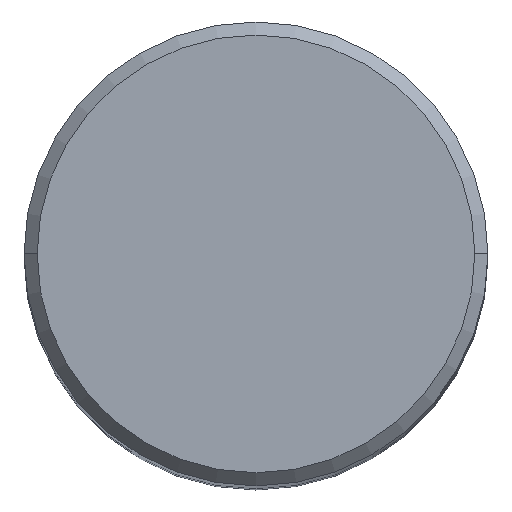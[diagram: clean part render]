
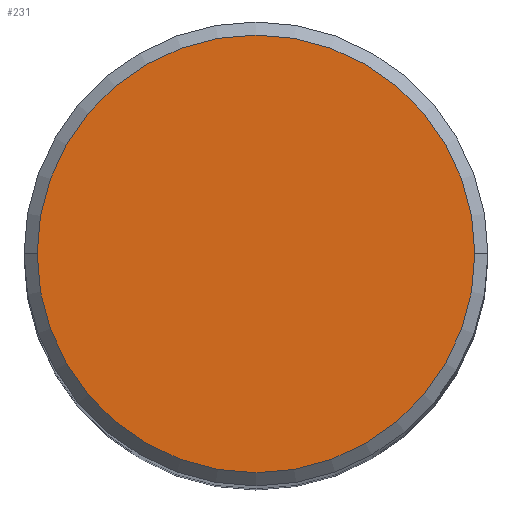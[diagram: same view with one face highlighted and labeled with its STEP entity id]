
A CAD part, top view. The second image highlights one B-rep face of the part: STEP entity #231.
In plain terms, the highlighted planar face has unit normal (0, 0, 1).
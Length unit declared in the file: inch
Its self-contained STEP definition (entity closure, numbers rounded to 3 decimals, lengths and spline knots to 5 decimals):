
#2 = DIRECTION ( 'NONE',  ( 0., 0., 1. ) ) ;
#30 = CARTESIAN_POINT ( 'NONE',  ( 0., 0.33435, 0. ) ) ;
#38 = VERTEX_POINT ( 'NONE', #183 ) ;
#53 = PLANE ( 'NONE',  #82 ) ;
#66 = DIRECTION ( 'NONE',  ( 1., 0., 0. ) ) ;
#82 = AXIS2_PLACEMENT_3D ( 'NONE', #30, #304, #273 ) ;
#86 = CARTESIAN_POINT ( 'NONE',  ( 0.33435, 0., 0. ) ) ;
#120 = ORIENTED_EDGE ( 'NONE', *, *, #342, .T. ) ;
#169 = DIRECTION ( 'NONE',  ( 1., 0., 0. ) ) ;
#183 = CARTESIAN_POINT ( 'NONE',  ( -0.33435, 0., 0. ) ) ;
#213 = DIRECTION ( 'NONE',  ( 0., 0., 1. ) ) ;
#216 = CIRCLE ( 'NONE', #302, 0.33435 ) ;
#219 = EDGE_CURVE ( 'NONE', #240, #38, #282, .T. ) ;
#231 = ADVANCED_FACE ( 'NONE', ( #334 ), #53, .F. ) ;
#234 = CARTESIAN_POINT ( 'NONE',  ( 0., 0., 0. ) ) ;
#240 = VERTEX_POINT ( 'NONE', #86 ) ;
#252 = CARTESIAN_POINT ( 'NONE',  ( 0., 0., 0. ) ) ;
#257 = ORIENTED_EDGE ( 'NONE', *, *, #219, .T. ) ;
#273 = DIRECTION ( 'NONE',  ( -1., 0., 0. ) ) ;
#274 = AXIS2_PLACEMENT_3D ( 'NONE', #234, #213, #169 ) ;
#282 = CIRCLE ( 'NONE', #274, 0.33435 ) ;
#302 = AXIS2_PLACEMENT_3D ( 'NONE', #252, #2, #66 ) ;
#304 = DIRECTION ( 'NONE',  ( 0., 0., -1. ) ) ;
#334 = FACE_OUTER_BOUND ( 'NONE', #365, .T. ) ;
#342 = EDGE_CURVE ( 'NONE', #38, #240, #216, .T. ) ;
#365 = EDGE_LOOP ( 'NONE', ( #120, #257 ) ) ;
